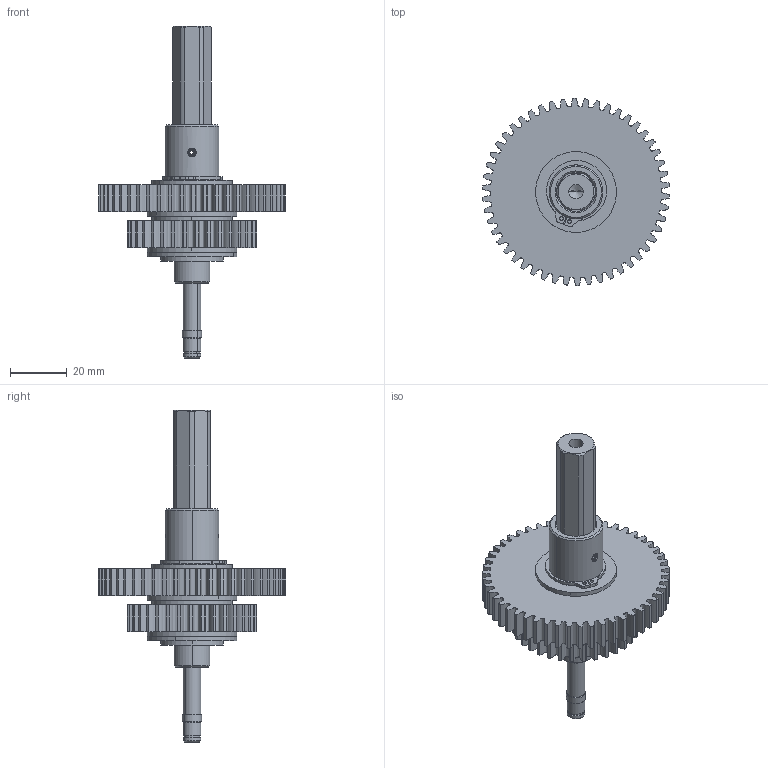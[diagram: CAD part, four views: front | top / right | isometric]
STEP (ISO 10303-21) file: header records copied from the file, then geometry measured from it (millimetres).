
FILE_DESCRIPTION (( 'STEP AP203' ), '1' );
FILE_NAME ('217-3290-STEP-20140102.STEP', '2015-01-02T21:46:40', ( 'IFMI-VEX04' ), ( '' ), 'SwSTEP 2.0', 'SolidWorks 2014', '' );
FILE_SCHEMA (( 'CONFIG_CONTROL_DESIGN' ));
Length unit declared in the file: millimetre
Products named in the file (14): 217-2428-028 Rev1_97633A250; 217-3212-001 Rev1_34t; 217-4098-005 Rev1_91612A226; 217-3212-101 Rev1; 217-4098-003 Rev2; 217-4098-002 Rev3; 217-3219-001 Rev1_50t; 217-4098-004 Rev1; 217-3219-101 Rev1; 217-2428-008 Rev2; 217-4098-000 Rev2; 217-3290-STEP-20140102; 217-2428-007 Rev1; 217-2428-022 Rev1
Assembly tree (19 placements, depth 3):
  217-3290-STEP-20140102
    217-2428-008 Rev2
    217-2428-028 Rev1_97633A250
    217-4098-000 Rev2
      217-4098-005 Rev1_91612A226
      217-4098-003 Rev2
      217-4098-002 Rev3
      217-4098-004 Rev1
    217-2428-007 Rev1  x6
    217-3212-101 Rev1
      217-2428-022 Rev1
      217-3212-001 Rev1_34t
    217-3219-101 Rev1
      217-2428-022 Rev1
      217-3219-001 Rev1_50t
Bounding box: 66.01 x 66.04 x 117.22 mm (x, y, z)
Volume: 60538.5 mm3; surface area: 33085.1 mm2
Topology: 16 solids, 16 shells, 446 faces, 1182 edges, 767 vertices
Faces by surface type: cylinder 213, bspline 84, plane 74, cone 51, torus 12, sphere 12
Entity records: 41658 total; most frequent: CARTESIAN_POINT 29749, ORIENTED_EDGE 2220, DIRECTION 2070, EDGE_CURVE 1110, AXIS2_PLACEMENT_3D 820, VERTEX_POINT 721, EDGE_LOOP 467, CIRCLE 458
